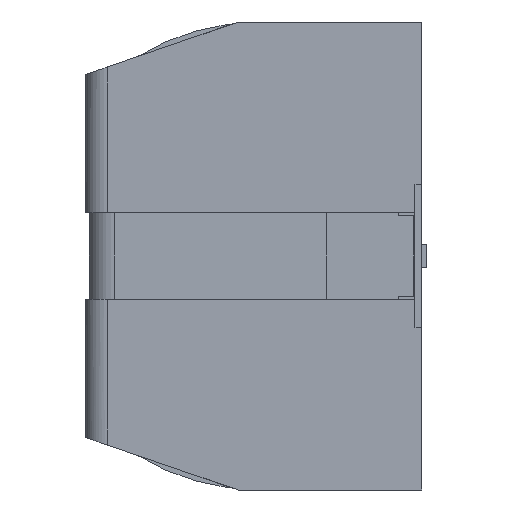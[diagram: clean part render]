
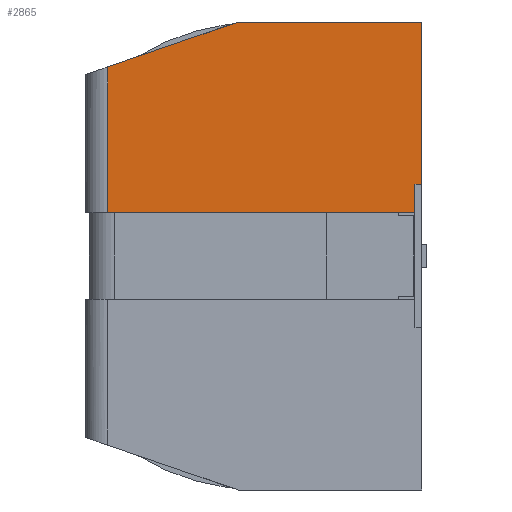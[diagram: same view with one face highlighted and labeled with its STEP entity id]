
A CAD part, left-side view. The second image highlights one B-rep face of the part: STEP entity #2865.
In plain terms, the highlighted planar face has unit normal (-1, 0.018, 0).
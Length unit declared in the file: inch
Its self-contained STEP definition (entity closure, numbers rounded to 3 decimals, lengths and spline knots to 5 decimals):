
#38=PLANE('',#3056);
#180=FACE_OUTER_BOUND('',#348,.T.);
#348=EDGE_LOOP('',(#2050,#2051,#2052,#2053,#2054));
#526=LINE('',#4149,#886);
#562=LINE('',#4225,#922);
#572=LINE('',#4246,#932);
#573=LINE('',#4248,#933);
#574=LINE('',#4249,#934);
#886=VECTOR('',#3298,39.37008);
#922=VECTOR('',#3346,39.37008);
#932=VECTOR('',#3360,39.37008);
#933=VECTOR('',#3361,39.37008);
#934=VECTOR('',#3362,39.37008);
#1308=VERTEX_POINT('',#4146);
#1309=VERTEX_POINT('',#4148);
#1343=VERTEX_POINT('',#4223);
#1352=VERTEX_POINT('',#4245);
#1353=VERTEX_POINT('',#4247);
#1572=EDGE_CURVE('',#1309,#1308,#526,.T.);
#1610=EDGE_CURVE('',#1343,#1308,#562,.T.);
#1620=EDGE_CURVE('',#1352,#1343,#572,.T.);
#1621=EDGE_CURVE('',#1353,#1352,#573,.T.);
#1622=EDGE_CURVE('',#1309,#1353,#574,.T.);
#2050=ORIENTED_EDGE('',*,*,#1572,.T.);
#2051=ORIENTED_EDGE('',*,*,#1610,.F.);
#2052=ORIENTED_EDGE('',*,*,#1620,.F.);
#2053=ORIENTED_EDGE('',*,*,#1621,.F.);
#2054=ORIENTED_EDGE('',*,*,#1622,.F.);
#2865=ADVANCED_FACE('',(#180),#38,.F.);
#3056=AXIS2_PLACEMENT_3D('',#4244,#3358,#3359);
#3298=DIRECTION('',(-0.017,-1.,0.));
#3346=DIRECTION('',(0.,0.,-1.));
#3358=DIRECTION('center_axis',(1.,-0.017,0.));
#3359=DIRECTION('ref_axis',(-0.017,-1.,0.));
#3360=DIRECTION('',(-0.017,-1.,0.));
#3361=DIRECTION('',(-0.017,-0.945,0.326));
#3362=DIRECTION('',(0.,0.,1.));
#4146=CARTESIAN_POINT('',(-1.517,0.,0.075));
#4148=CARTESIAN_POINT('',(-1.50747,0.5457,0.075));
#4149=CARTESIAN_POINT('',(-1.50679,0.585,0.075));
#4223=CARTESIAN_POINT('',(-1.517,0.,0.4065));
#4225=CARTESIAN_POINT('',(-1.517,0.,-0.4065));
#4244=CARTESIAN_POINT('Origin',(-1.50679,0.585,-0.4065));
#4245=CARTESIAN_POINT('',(-1.51143,0.31915,0.4065));
#4246=CARTESIAN_POINT('',(-1.50679,0.585,0.4065));
#4247=CARTESIAN_POINT('',(-1.50747,0.5457,0.32849));
#4248=CARTESIAN_POINT('',(-1.51074,0.35836,0.393));
#4249=CARTESIAN_POINT('',(-1.50747,0.5457,0.31496));
